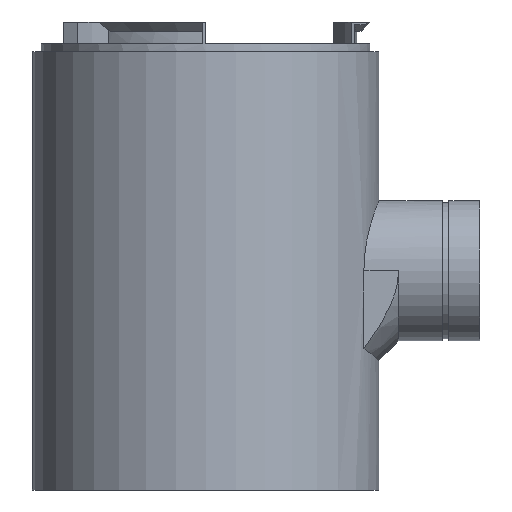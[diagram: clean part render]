
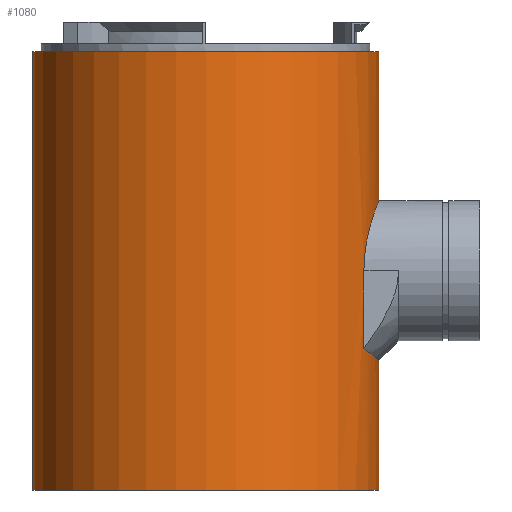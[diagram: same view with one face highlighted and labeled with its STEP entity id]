
A CAD part, left-side view. The second image highlights one B-rep face of the part: STEP entity #1080.
In plain terms, the highlighted cylindrical face has radius 79 mm (diameter 158 mm), a full revolution.
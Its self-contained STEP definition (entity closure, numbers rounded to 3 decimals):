
#41=FACE_BOUND('',#161,.T.);
#96=FACE_OUTER_BOUND('',#160,.T.);
#160=EDGE_LOOP('',(#782,#783,#784,#785));
#161=EDGE_LOOP('',(#786,#787,#788,#789));
#222=CIRCLE('',#1169,79.);
#223=CIRCLE('',#1170,79.);
#269=B_SPLINE_CURVE_WITH_KNOTS('',3,(#1791,#1792,#1793,#1794,#1795,#1796,
#1797,#1798,#1799,#1800,#1801,#1802,#1803,#1804,#1805,#1806,#1807,#1808,
#1809,#1810,#1811,#1812,#1813,#1814,#1815,#1816,#1817,#1818,#1819,#1820,
#1821,#1822,#1823,#1824),.UNSPECIFIED.,.F.,.F.,(4,2,2,2,2,2,2,2,2,2,2,2,
2,2,2,2,4),(9.766,10.377,10.988,11.598,
12.209,12.819,13.429,14.039,14.649,
15.259,15.87,16.48,17.09,17.7,
18.311,18.922,19.533),.UNSPECIFIED.);
#270=B_SPLINE_CURVE_WITH_KNOTS('',3,(#1829,#1830,#1831,#1832,#1833,#1834,
#1835,#1836,#1837,#1838,#1839,#1840,#1841,#1842,#1843,#1844,#1845,#1846),
 .UNSPECIFIED.,.F.,.F.,(4,2,2,2,2,2,2,2,4),(14.297,15.022,
15.911,16.801,17.69,18.579,19.469,
20.358,21.083),.UNSPECIFIED.);
#292=LINE('',#1854,#373);
#293=LINE('',#1856,#374);
#301=LINE('',#1890,#382);
#373=VECTOR('',#1303,10.);
#374=VECTOR('',#1306,10.);
#382=VECTOR('',#1334,79.);
#466=VERTEX_POINT('',#1788);
#467=VERTEX_POINT('',#1790);
#468=VERTEX_POINT('',#1827);
#469=VERTEX_POINT('',#1828);
#478=VERTEX_POINT('',#1887);
#479=VERTEX_POINT('',#1889);
#579=EDGE_CURVE('',#467,#466,#269,.T.);
#581=EDGE_CURVE('',#468,#469,#270,.T.);
#584=EDGE_CURVE('',#466,#468,#292,.T.);
#585=EDGE_CURVE('',#469,#467,#293,.T.);
#598=EDGE_CURVE('',#478,#478,#222,.T.);
#599=EDGE_CURVE('',#478,#479,#301,.T.);
#600=EDGE_CURVE('',#479,#479,#223,.T.);
#782=ORIENTED_EDGE('',*,*,#598,.F.);
#783=ORIENTED_EDGE('',*,*,#599,.T.);
#784=ORIENTED_EDGE('',*,*,#600,.T.);
#785=ORIENTED_EDGE('',*,*,#599,.F.);
#786=ORIENTED_EDGE('',*,*,#581,.T.);
#787=ORIENTED_EDGE('',*,*,#585,.T.);
#788=ORIENTED_EDGE('',*,*,#579,.T.);
#789=ORIENTED_EDGE('',*,*,#584,.T.);
#1053=CYLINDRICAL_SURFACE('',#1168,79.);
#1080=ADVANCED_FACE('',(#96,#41),#1053,.T.);
#1168=AXIS2_PLACEMENT_3D('',#1886,#1330,#1331);
#1169=AXIS2_PLACEMENT_3D('',#1888,#1332,#1333);
#1170=AXIS2_PLACEMENT_3D('',#1891,#1335,#1336);
#1303=DIRECTION('',(0.,0.,-1.));
#1306=DIRECTION('',(0.,0.,1.));
#1330=DIRECTION('center_axis',(0.,0.,1.));
#1331=DIRECTION('ref_axis',(1.,0.,0.));
#1332=DIRECTION('center_axis',(0.,0.,1.));
#1333=DIRECTION('ref_axis',(1.,0.,0.));
#1334=DIRECTION('',(0.,0.,-1.));
#1335=DIRECTION('center_axis',(0.,0.,1.));
#1336=DIRECTION('ref_axis',(1.,0.,0.));
#1788=CARTESIAN_POINT('',(32.,-72.229,100.));
#1790=CARTESIAN_POINT('',(-32.,-72.229,100.));
#1791=CARTESIAN_POINT('Ctrl Pts',(-32.,-72.229,100.));
#1792=CARTESIAN_POINT('Ctrl Pts',(-32.,-72.229,102.036));
#1793=CARTESIAN_POINT('Ctrl Pts',(-31.803,-72.317,104.132));
#1794=CARTESIAN_POINT('Ctrl Pts',(-30.981,-72.673,108.286));
#1795=CARTESIAN_POINT('Ctrl Pts',(-30.357,-72.94,110.344));
#1796=CARTESIAN_POINT('Ctrl Pts',(-28.718,-73.601,114.277));
#1797=CARTESIAN_POINT('Ctrl Pts',(-27.701,-73.995,116.157));
#1798=CARTESIAN_POINT('Ctrl Pts',(-25.36,-74.829,119.628));
#1799=CARTESIAN_POINT('Ctrl Pts',(-24.036,-75.269,121.219));
#1800=CARTESIAN_POINT('Ctrl Pts',(-21.221,-76.111,124.034));
#1801=CARTESIAN_POINT('Ctrl Pts',(-19.63,-76.543,125.358));
#1802=CARTESIAN_POINT('Ctrl Pts',(-16.159,-77.35,127.7));
#1803=CARTESIAN_POINT('Ctrl Pts',(-14.278,-77.725,128.717));
#1804=CARTESIAN_POINT('Ctrl Pts',(-10.342,-78.345,130.358));
#1805=CARTESIAN_POINT('Ctrl Pts',(-8.284,-78.592,130.982));
#1806=CARTESIAN_POINT('Ctrl Pts',(-4.129,-78.92,131.803));
#1807=CARTESIAN_POINT('Ctrl Pts',(-2.034,-79.,132.));
#1808=CARTESIAN_POINT('Ctrl Pts',(2.034,-79.,132.));
#1809=CARTESIAN_POINT('Ctrl Pts',(4.129,-78.92,131.803));
#1810=CARTESIAN_POINT('Ctrl Pts',(8.284,-78.592,130.982));
#1811=CARTESIAN_POINT('Ctrl Pts',(10.342,-78.345,130.358));
#1812=CARTESIAN_POINT('Ctrl Pts',(14.278,-77.725,128.717));
#1813=CARTESIAN_POINT('Ctrl Pts',(16.159,-77.35,127.7));
#1814=CARTESIAN_POINT('Ctrl Pts',(19.63,-76.543,125.358));
#1815=CARTESIAN_POINT('Ctrl Pts',(21.221,-76.111,124.034));
#1816=CARTESIAN_POINT('Ctrl Pts',(24.036,-75.269,121.219));
#1817=CARTESIAN_POINT('Ctrl Pts',(25.36,-74.829,119.628));
#1818=CARTESIAN_POINT('Ctrl Pts',(27.701,-73.995,116.157));
#1819=CARTESIAN_POINT('Ctrl Pts',(28.718,-73.601,114.277));
#1820=CARTESIAN_POINT('Ctrl Pts',(30.357,-72.94,110.344));
#1821=CARTESIAN_POINT('Ctrl Pts',(30.981,-72.673,108.286));
#1822=CARTESIAN_POINT('Ctrl Pts',(31.803,-72.317,104.132));
#1823=CARTESIAN_POINT('Ctrl Pts',(32.,-72.229,102.036));
#1824=CARTESIAN_POINT('Ctrl Pts',(32.,-72.229,100.));
#1827=CARTESIAN_POINT('',(32.,-72.229,64.53));
#1828=CARTESIAN_POINT('',(-32.,-72.229,64.53));
#1829=CARTESIAN_POINT('Ctrl Pts',(32.,-72.229,64.53));
#1830=CARTESIAN_POINT('Ctrl Pts',(29.93,-73.146,63.898));
#1831=CARTESIAN_POINT('Ctrl Pts',(27.803,-73.982,63.269));
#1832=CARTESIAN_POINT('Ctrl Pts',(22.956,-75.644,61.956));
#1833=CARTESIAN_POINT('Ctrl Pts',(20.209,-76.426,61.295));
#1834=CARTESIAN_POINT('Ctrl Pts',(14.595,-77.693,60.193));
#1835=CARTESIAN_POINT('Ctrl Pts',(11.727,-78.179,59.753));
#1836=CARTESIAN_POINT('Ctrl Pts',(5.912,-78.833,59.156));
#1837=CARTESIAN_POINT('Ctrl Pts',(2.965,-79.,59.));
#1838=CARTESIAN_POINT('Ctrl Pts',(-2.965,-79.,59.));
#1839=CARTESIAN_POINT('Ctrl Pts',(-5.912,-78.833,59.156));
#1840=CARTESIAN_POINT('Ctrl Pts',(-11.727,-78.179,59.753));
#1841=CARTESIAN_POINT('Ctrl Pts',(-14.595,-77.693,60.193));
#1842=CARTESIAN_POINT('Ctrl Pts',(-20.209,-76.426,61.295));
#1843=CARTESIAN_POINT('Ctrl Pts',(-22.956,-75.644,61.956));
#1844=CARTESIAN_POINT('Ctrl Pts',(-27.803,-73.982,63.269));
#1845=CARTESIAN_POINT('Ctrl Pts',(-29.93,-73.146,63.898));
#1846=CARTESIAN_POINT('Ctrl Pts',(-32.,-72.229,64.53));
#1854=CARTESIAN_POINT('',(32.,-72.229,0.));
#1856=CARTESIAN_POINT('',(-32.,-72.229,0.));
#1886=CARTESIAN_POINT('Origin',(0.,0.,0.));
#1887=CARTESIAN_POINT('',(-79.,0.,200.));
#1888=CARTESIAN_POINT('Origin',(0.,0.,200.));
#1889=CARTESIAN_POINT('',(-79.,0.,0.));
#1890=CARTESIAN_POINT('',(-79.,0.,0.));
#1891=CARTESIAN_POINT('Origin',(0.,0.,0.));
